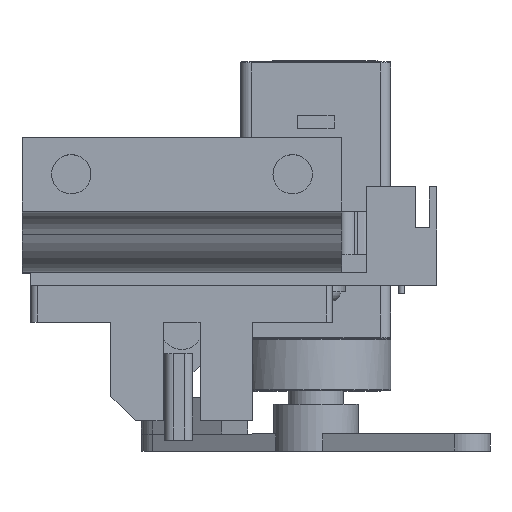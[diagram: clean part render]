
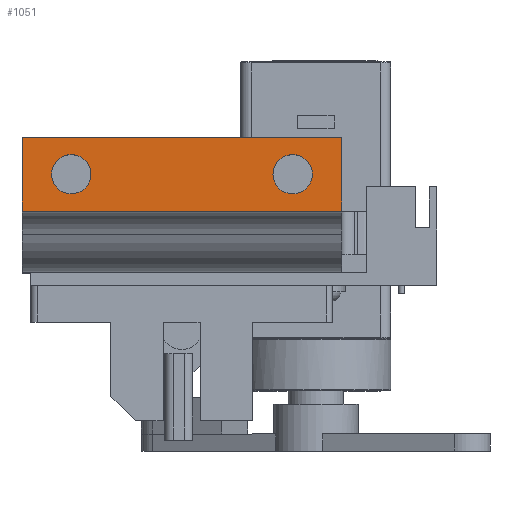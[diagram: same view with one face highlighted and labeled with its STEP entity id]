
A CAD part, top view. The second image highlights one B-rep face of the part: STEP entity #1051.
In plain terms, the highlighted planar face has unit normal (0, 0, 1).
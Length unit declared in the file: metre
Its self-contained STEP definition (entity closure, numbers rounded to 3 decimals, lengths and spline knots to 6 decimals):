
#1051 = ADVANCED_FACE( '', ( #2870, #2871, #2872 ), #2873, .T. );
#2870 = FACE_BOUND( '', #5739, .T. );
#2871 = FACE_BOUND( '', #5740, .T. );
#2872 = FACE_OUTER_BOUND( '', #5741, .T. );
#2873 = PLANE( '', #5742 );
#5739 = EDGE_LOOP( '', ( #9820 ) );
#5740 = EDGE_LOOP( '', ( #9821 ) );
#5741 = EDGE_LOOP( '', ( #9822, #9823, #9824, #9825 ) );
#5742 = AXIS2_PLACEMENT_3D( '', #9826, #9827, #9828 );
#9820 = ORIENTED_EDGE( '', *, *, #16932, .F. );
#9821 = ORIENTED_EDGE( '', *, *, #16933, .F. );
#9822 = ORIENTED_EDGE( '', *, *, #16934, .F. );
#9823 = ORIENTED_EDGE( '', *, *, #16935, .F. );
#9824 = ORIENTED_EDGE( '', *, *, #16936, .T. );
#9825 = ORIENTED_EDGE( '', *, *, #16937, .T. );
#9826 = CARTESIAN_POINT( '', ( 0.013, -0.054, 0.011 ) );
#9827 = DIRECTION( '', ( 0., 0., 1. ) );
#9828 = DIRECTION( '', ( 1., 0., 0. ) );
#16932 = EDGE_CURVE( '', #20043, #20043, #20044, .T. );
#16933 = EDGE_CURVE( '', #20045, #20045, #20046, .T. );
#16934 = EDGE_CURVE( '', #20047, #20048, #20049, .T. );
#16935 = EDGE_CURVE( '', #20050, #20047, #20051, .T. );
#16936 = EDGE_CURVE( '', #20050, #20052, #20053, .T. );
#16937 = EDGE_CURVE( '', #20052, #20048, #20054, .T. );
#20043 = VERTEX_POINT( '', #24480 );
#20044 = CIRCLE( '', #24481, 0.0016 );
#20045 = VERTEX_POINT( '', #24482 );
#20046 = CIRCLE( '', #24483, 0.0016 );
#20047 = VERTEX_POINT( '', #24484 );
#20048 = VERTEX_POINT( '', #24485 );
#20049 = LINE( '', #24486, #24487 );
#20050 = VERTEX_POINT( '', #24488 );
#20051 = LINE( '', #24489, #24490 );
#20052 = VERTEX_POINT( '', #24491 );
#20053 = LINE( '', #24492, #24493 );
#20054 = LINE( '', #24494, #24495 );
#24480 = CARTESIAN_POINT( '', ( 0.0236, -0.057, 0.011 ) );
#24481 = AXIS2_PLACEMENT_3D( '', #30217, #30218, #30219 );
#24482 = CARTESIAN_POINT( '', ( 0.0056, -0.057, 0.011 ) );
#24483 = AXIS2_PLACEMENT_3D( '', #30220, #30221, #30222 );
#24484 = CARTESIAN_POINT( '', ( 0.026, -0.06, 0.011 ) );
#24485 = CARTESIAN_POINT( '', ( 0., -0.06, 0.011 ) );
#24486 = CARTESIAN_POINT( '', ( 0.013, -0.06, 0.011 ) );
#24487 = VECTOR( '', #30223, 1. );
#24488 = CARTESIAN_POINT( '', ( 0.026, -0.054, 0.011 ) );
#24489 = CARTESIAN_POINT( '', ( 0.026, -0.054, 0.011 ) );
#24490 = VECTOR( '', #30224, 1. );
#24491 = CARTESIAN_POINT( '', ( 0., -0.054, 0.011 ) );
#24492 = CARTESIAN_POINT( '', ( 0.013, -0.054, 0.011 ) );
#24493 = VECTOR( '', #30225, 1. );
#24494 = CARTESIAN_POINT( '', ( 0., -0.054, 0.011 ) );
#24495 = VECTOR( '', #30226, 1. );
#30217 = CARTESIAN_POINT( '', ( 0.022, -0.057, 0.011 ) );
#30218 = DIRECTION( '', ( 0., 0., 1. ) );
#30219 = DIRECTION( '', ( 1., 0., 0. ) );
#30220 = CARTESIAN_POINT( '', ( 0.004, -0.057, 0.011 ) );
#30221 = DIRECTION( '', ( 0., 0., 1. ) );
#30222 = DIRECTION( '', ( 1., 0., 0. ) );
#30223 = DIRECTION( '', ( -1., 0., 0. ) );
#30224 = DIRECTION( '', ( 0., -1., 0. ) );
#30225 = DIRECTION( '', ( -1., 0., 0. ) );
#30226 = DIRECTION( '', ( 0., -1., 0. ) );
